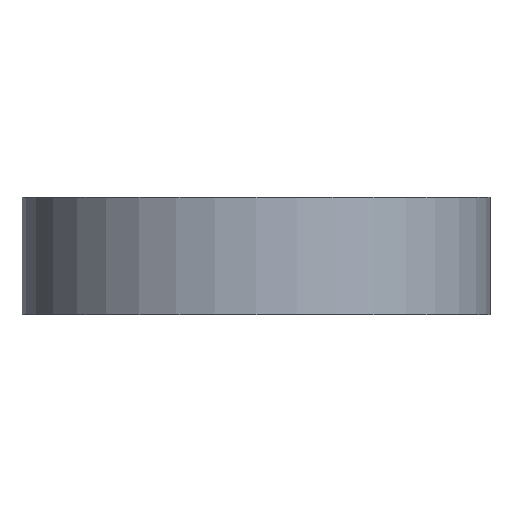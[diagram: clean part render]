
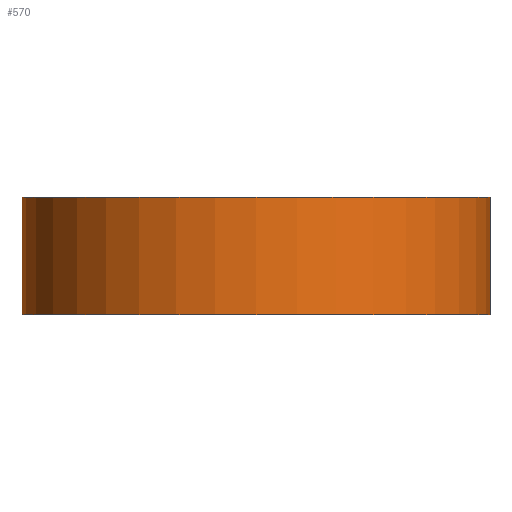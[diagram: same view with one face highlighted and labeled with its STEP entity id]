
A CAD part, front view. The second image highlights one B-rep face of the part: STEP entity #570.
In plain terms, the highlighted cylindrical face has radius 20 mm (diameter 40 mm), a partial arc.
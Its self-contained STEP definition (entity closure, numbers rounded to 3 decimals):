
#52 = DIRECTION ( 'NONE',  ( 0., 0., 1. ) ) ;
#56 = ORIENTED_EDGE ( 'NONE', *, *, #1012, .F. ) ;
#131 = VERTEX_POINT ( 'NONE', #1534 ) ;
#135 = VERTEX_POINT ( 'NONE', #1387 ) ;
#141 = EDGE_CURVE ( 'NONE', #131, #135, #798, .T. ) ;
#307 = ORIENTED_EDGE ( 'NONE', *, *, #502, .T. ) ;
#333 = DIRECTION ( 'NONE',  ( 1., 0., 0. ) ) ;
#342 = DIRECTION ( 'NONE',  ( 0., 0., -1. ) ) ;
#354 = CARTESIAN_POINT ( 'NONE',  ( 0., 0., -5. ) ) ;
#427 = EDGE_LOOP ( 'NONE', ( #1163, #56, #307, #1883 ) ) ;
#502 = EDGE_CURVE ( 'NONE', #589, #131, #610, .T. ) ;
#570 = ADVANCED_FACE ( 'NONE', ( #1136 ), #1736, .T. ) ;
#589 = VERTEX_POINT ( 'NONE', #1247 ) ;
#610 = LINE ( 'NONE', #1201, #1142 ) ;
#622 = DIRECTION ( 'NONE',  ( 0., 0., -1. ) ) ;
#646 = VECTOR ( 'NONE', #1215, 1000. ) ;
#798 = CIRCLE ( 'NONE', #1460, 20. ) ;
#807 = DIRECTION ( 'NONE',  ( 1., 0., 0. ) ) ;
#992 = CARTESIAN_POINT ( 'NONE',  ( 0., 0., 5. ) ) ;
#1012 = EDGE_CURVE ( 'NONE', #589, #1649, #1926, .T. ) ;
#1040 = EDGE_CURVE ( 'NONE', #1649, #135, #1546, .T. ) ;
#1084 = AXIS2_PLACEMENT_3D ( 'NONE', #1245, #52, #807 ) ;
#1089 = CARTESIAN_POINT ( 'NONE',  ( 20., 0., 5. ) ) ;
#1136 = FACE_OUTER_BOUND ( 'NONE', #427, .T. ) ;
#1142 = VECTOR ( 'NONE', #622, 1000. ) ;
#1163 = ORIENTED_EDGE ( 'NONE', *, *, #1040, .F. ) ;
#1201 = CARTESIAN_POINT ( 'NONE',  ( -20., 0., 5. ) ) ;
#1215 = DIRECTION ( 'NONE',  ( 0., 0., -1. ) ) ;
#1245 = CARTESIAN_POINT ( 'NONE',  ( 0., 0., 5. ) ) ;
#1247 = CARTESIAN_POINT ( 'NONE',  ( -20., 0., 5. ) ) ;
#1387 = CARTESIAN_POINT ( 'NONE',  ( 20., 0., -5. ) ) ;
#1394 = DIRECTION ( 'NONE',  ( -1., 0., 0. ) ) ;
#1460 = AXIS2_PLACEMENT_3D ( 'NONE', #354, #1513, #333 ) ;
#1513 = DIRECTION ( 'NONE',  ( 0., 0., 1. ) ) ;
#1534 = CARTESIAN_POINT ( 'NONE',  ( -20., 0., -5. ) ) ;
#1546 = LINE ( 'NONE', #1089, #646 ) ;
#1649 = VERTEX_POINT ( 'NONE', #1691 ) ;
#1674 = AXIS2_PLACEMENT_3D ( 'NONE', #992, #342, #1394 ) ;
#1691 = CARTESIAN_POINT ( 'NONE',  ( 20., 0., 5. ) ) ;
#1736 = CYLINDRICAL_SURFACE ( 'NONE', #1674, 20. ) ;
#1883 = ORIENTED_EDGE ( 'NONE', *, *, #141, .T. ) ;
#1926 = CIRCLE ( 'NONE', #1084, 20. ) ;
